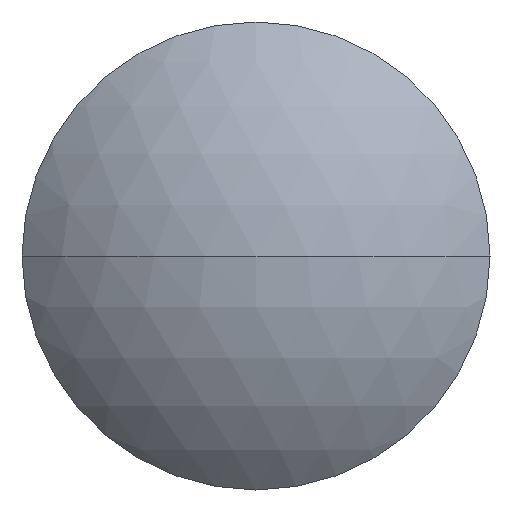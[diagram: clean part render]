
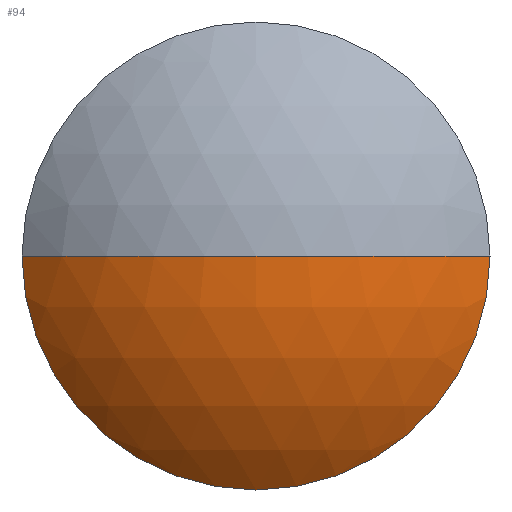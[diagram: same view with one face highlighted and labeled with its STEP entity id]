
A CAD part, left-side view. The second image highlights one B-rep face of the part: STEP entity #94.
In plain terms, the highlighted spherical face has radius 21.75 mm.
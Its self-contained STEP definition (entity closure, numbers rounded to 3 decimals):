
#4 = CIRCLE ( 'NONE', #143, 21.75 ) ;
#7 = VERTEX_POINT ( 'NONE', #324 ) ;
#13 = AXIS2_PLACEMENT_3D ( 'NONE', #122, #230, #307 ) ;
#23 = EDGE_CURVE ( 'NONE', #7, #197, #4, .T. ) ;
#31 = ORIENTED_EDGE ( 'NONE', *, *, #23, .T. ) ;
#49 = AXIS2_PLACEMENT_3D ( 'NONE', #176, #120, #74 ) ;
#54 = CIRCLE ( 'NONE', #180, 21.75 ) ;
#60 = EDGE_LOOP ( 'NONE', ( #172, #261, #31, #272 ) ) ;
#74 = DIRECTION ( 'NONE',  ( 0., 1., 0. ) ) ;
#81 = CARTESIAN_POINT ( 'NONE',  ( 13.75, 0., 0. ) ) ;
#90 = EDGE_CURVE ( 'NONE', #100, #287, #217, .T. ) ;
#92 = CARTESIAN_POINT ( 'NONE',  ( -2., 0., -15. ) ) ;
#93 = DIRECTION ( 'NONE',  ( 0., 0., 1. ) ) ;
#94 = ADVANCED_FACE ( 'NONE', ( #256 ), #233, .T. ) ;
#100 = VERTEX_POINT ( 'NONE', #227 ) ;
#105 = AXIS2_PLACEMENT_3D ( 'NONE', #286, #251, #93 ) ;
#110 = DIRECTION ( 'NONE',  ( 0., 0., -1. ) ) ;
#118 = DIRECTION ( 'NONE',  ( 0., 0., 1. ) ) ;
#120 = DIRECTION ( 'NONE',  ( 0., 0., -1. ) ) ;
#122 = CARTESIAN_POINT ( 'NONE',  ( -2., 0., 0. ) ) ;
#143 = AXIS2_PLACEMENT_3D ( 'NONE', #81, #110, #277 ) ;
#172 = ORIENTED_EDGE ( 'NONE', *, *, #90, .T. ) ;
#176 = CARTESIAN_POINT ( 'NONE',  ( 13.75, 0., 0. ) ) ;
#180 = AXIS2_PLACEMENT_3D ( 'NONE', #305, #118, #281 ) ;
#197 = VERTEX_POINT ( 'NONE', #334 ) ;
#217 = CIRCLE ( 'NONE', #13, 15. ) ;
#227 = CARTESIAN_POINT ( 'NONE',  ( -2., 15., 0. ) ) ;
#230 = DIRECTION ( 'NONE',  ( -1., 0., 0. ) ) ;
#233 = SPHERICAL_SURFACE ( 'NONE', #49, 21.75 ) ;
#237 = EDGE_CURVE ( 'NONE', #100, #197, #54, .T. ) ;
#251 = DIRECTION ( 'NONE',  ( -1., 0., 0. ) ) ;
#256 = FACE_OUTER_BOUND ( 'NONE', #60, .T. ) ;
#259 = CIRCLE ( 'NONE', #105, 15. ) ;
#261 = ORIENTED_EDGE ( 'NONE', *, *, #292, .T. ) ;
#272 = ORIENTED_EDGE ( 'NONE', *, *, #237, .F. ) ;
#277 = DIRECTION ( 'NONE',  ( 0., 1., 0. ) ) ;
#281 = DIRECTION ( 'NONE',  ( 1., 0., 0. ) ) ;
#286 = CARTESIAN_POINT ( 'NONE',  ( -2., 0., 0. ) ) ;
#287 = VERTEX_POINT ( 'NONE', #92 ) ;
#292 = EDGE_CURVE ( 'NONE', #287, #7, #259, .T. ) ;
#305 = CARTESIAN_POINT ( 'NONE',  ( 13.75, 0., 0. ) ) ;
#307 = DIRECTION ( 'NONE',  ( 0., 0., 1. ) ) ;
#324 = CARTESIAN_POINT ( 'NONE',  ( -2., -15., 0. ) ) ;
#334 = CARTESIAN_POINT ( 'NONE',  ( -8., 0., 0. ) ) ;
